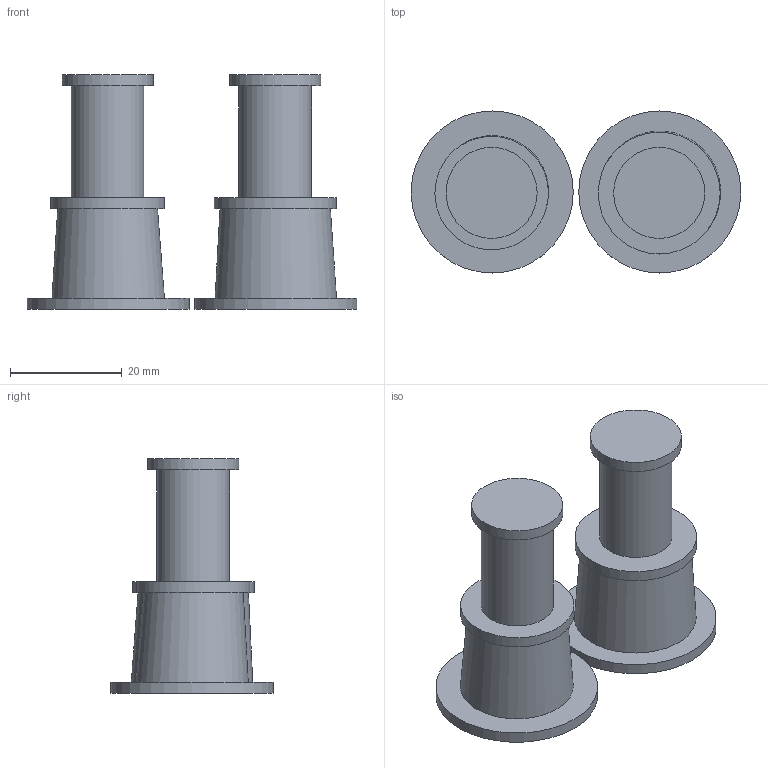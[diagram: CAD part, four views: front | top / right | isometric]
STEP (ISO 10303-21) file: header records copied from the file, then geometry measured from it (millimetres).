
FILE_DESCRIPTION(/* description */ (''),/* implementation_level */ '2;1');
FILE_NAME(/* name */ 'Battery terminal cover v6.step',/* time_stamp */ '2025-08-14T22:29:45+01:00',/* author */ (''),/* organization */ (''),/* preprocessor_version */ 'ST-DEVELOPER v20.1',/* originating_system */ 'Autodesk Translation Framework v14.10.0.0',/* authorisation */ '');
FILE_SCHEMA (('AUTOMOTIVE_DESIGN { 1 0 10303 214 3 1 1 }'));
Length unit declared in the file: millimetre
Products named in the file (1): Battery terminal cover
Bounding box: 59 x 29 x 42 mm (x, y, z)
Volume: 10861.6 mm3; surface area: 9504.8 mm2
Topology: 2 solids, 2 shells, 28 faces, 42 edges, 28 vertices
Faces by surface type: plane 14, cylinder 9, bspline 5
Full cylindrical faces by diameter (mm): 13 x2, 16.3 x2, 18.2 x1, 19.8 x1, 21.8 x1, 29 x2
Entity records: 846 total; most frequent: CARTESIAN_POINT 312, DIRECTION 110, ORIENTED_EDGE 84, AXIS2_PLACEMENT_3D 50, EDGE_CURVE 42, EDGE_LOOP 38, FACE_OUTER_BOUND 28, VERTEX_POINT 28
